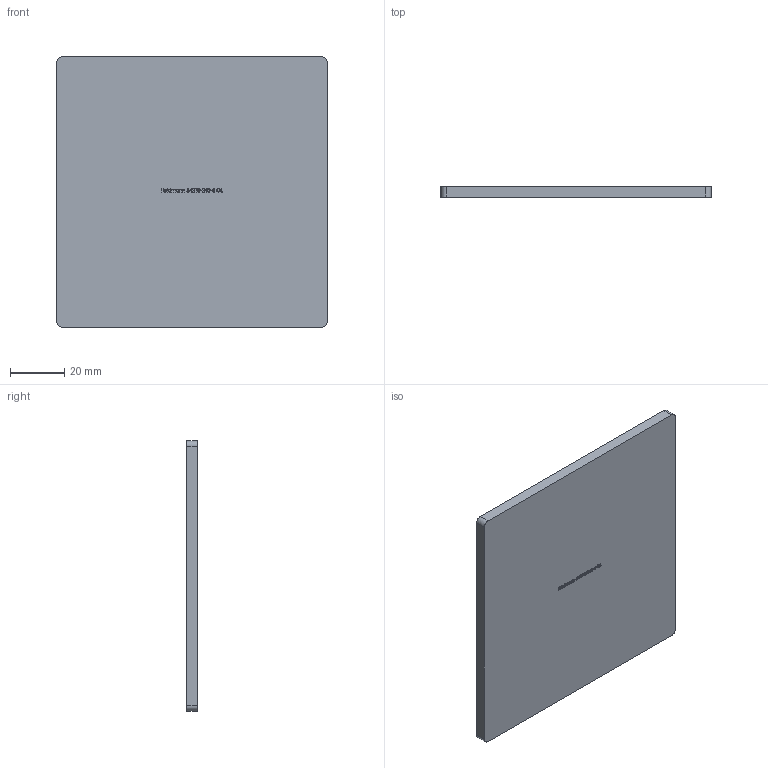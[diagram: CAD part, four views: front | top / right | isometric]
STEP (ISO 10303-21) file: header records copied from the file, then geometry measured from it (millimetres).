
FILE_DESCRIPTION (( 'STEP AP203' ), '1' );
FILE_NAME ('54210-240-4-OL.step', '2020-10-21T11:03:36', ( '' ), ( '' ), 'SwSTEP 2.0', 'SolidWorks 2018', '' );
FILE_SCHEMA (( 'CONFIG_CONTROL_DESIGN' ));
Length unit declared in the file: millimetre
Products named in the file (2): 54210-240-4-OL
Bounding box: 100 x 4 x 100 mm (x, y, z)
Volume: 39985.6 mm3; surface area: 21590.9 mm2
Topology: 1 solids, 1 shells, 270 faces, 711 edges, 474 vertices
Faces by surface type: plane 172, bspline 94, cylinder 4
Entity records: 13930 total; most frequent: CARTESIAN_POINT 7727, ORIENTED_EDGE 1422, DIRECTION 887, EDGE_CURVE 711, VECTOR 515, LINE 515, VERTEX_POINT 474, EDGE_LOOP 301
